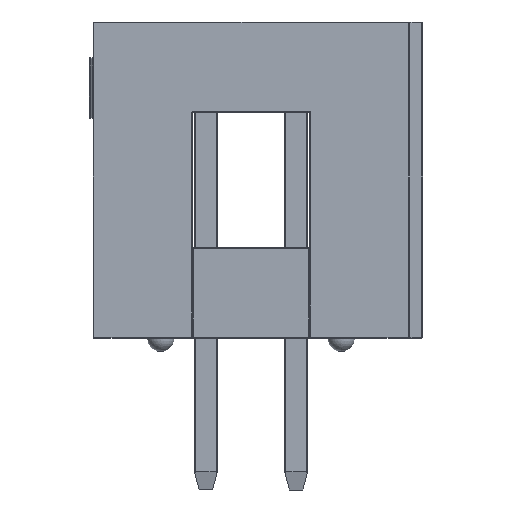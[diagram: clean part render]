
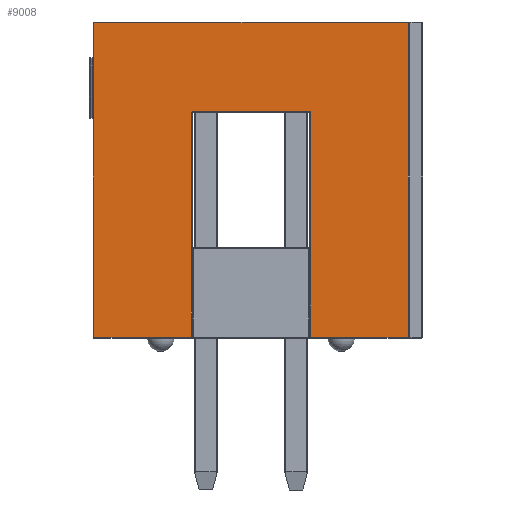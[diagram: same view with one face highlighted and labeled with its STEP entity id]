
A CAD part, left-side view. The second image highlights one B-rep face of the part: STEP entity #9008.
In plain terms, the highlighted planar face has unit normal (-1, 0, 0).
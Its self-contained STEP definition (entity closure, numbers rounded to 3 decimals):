
#662=CIRCLE('',#9693,0.051);
#804=PLANE('',#9855);
#1252=FACE_OUTER_BOUND('',#1805,.T.);
#1805=EDGE_LOOP('',(#7220,#7221,#7222,#7223,#7224,#7225,#7226,#7227,#7228));
#2227=LINE('',#13439,#3108);
#2244=LINE('',#13665,#3125);
#2248=LINE('',#13689,#3129);
#2279=LINE('',#13841,#3160);
#2281=LINE('',#13844,#3162);
#2286=LINE('',#13852,#3167);
#2289=LINE('',#13856,#3170);
#2341=LINE('',#13934,#3222);
#3108=VECTOR('',#10754,10.);
#3125=VECTOR('',#10903,10.);
#3129=VECTOR('',#10931,10.);
#3160=VECTOR('',#11112,10.);
#3162=VECTOR('',#11116,10.);
#3167=VECTOR('',#11127,10.);
#3170=VECTOR('',#11132,10.);
#3222=VECTOR('',#11236,10.);
#4073=VERTEX_POINT('',#13087);
#4110=VERTEX_POINT('',#13304);
#4129=VERTEX_POINT('',#13438);
#4174=VERTEX_POINT('',#13658);
#4183=VERTEX_POINT('',#13683);
#4184=VERTEX_POINT('',#13685);
#4209=VERTEX_POINT('',#13757);
#4210=VERTEX_POINT('',#13761);
#4223=VERTEX_POINT('',#13805);
#5018=EDGE_CURVE('',#4073,#4129,#2227,.T.);
#5083=EDGE_CURVE('',#4174,#4110,#2244,.T.);
#5093=EDGE_CURVE('',#4183,#4184,#662,.T.);
#5095=EDGE_CURVE('',#4129,#4183,#2248,.T.);
#5172=EDGE_CURVE('',#4210,#4223,#2279,.T.);
#5174=EDGE_CURVE('',#4223,#4209,#2281,.T.);
#5179=EDGE_CURVE('',#4184,#4210,#2286,.T.);
#5182=EDGE_CURVE('',#4209,#4174,#2289,.T.);
#5234=EDGE_CURVE('',#4110,#4073,#2341,.T.);
#7220=ORIENTED_EDGE('',*,*,#5172,.F.);
#7221=ORIENTED_EDGE('',*,*,#5179,.F.);
#7222=ORIENTED_EDGE('',*,*,#5093,.F.);
#7223=ORIENTED_EDGE('',*,*,#5095,.F.);
#7224=ORIENTED_EDGE('',*,*,#5018,.F.);
#7225=ORIENTED_EDGE('',*,*,#5234,.F.);
#7226=ORIENTED_EDGE('',*,*,#5083,.F.);
#7227=ORIENTED_EDGE('',*,*,#5182,.F.);
#7228=ORIENTED_EDGE('',*,*,#5174,.F.);
#9008=ADVANCED_FACE('',(#1252),#804,.T.);
#9693=AXIS2_PLACEMENT_3D('',#13686,#10925,#10926);
#9855=AXIS2_PLACEMENT_3D('',#14300,#11525,#11526);
#10754=DIRECTION('',(0.,0.,1.));
#10903=DIRECTION('',(0.,0.,-1.));
#10925=DIRECTION('center_axis',(-1.,0.,0.));
#10926=DIRECTION('ref_axis',(0.,0.707,0.707));
#10931=DIRECTION('',(0.,1.,0.));
#11112=DIRECTION('',(0.,1.,0.));
#11116=DIRECTION('',(0.,0.,1.));
#11127=DIRECTION('',(0.,0.,-1.));
#11132=DIRECTION('',(0.,-1.,0.));
#11236=DIRECTION('',(0.,1.,0.));
#11525=DIRECTION('center_axis',(-1.,0.,0.));
#11526=DIRECTION('ref_axis',(0.,-1.,0.));
#13087=CARTESIAN_POINT('',(-22.225,-1.676,0.025));
#13304=CARTESIAN_POINT('',(-22.225,-4.42,0.025));
#13438=CARTESIAN_POINT('',(-22.225,-1.676,6.375));
#13439=CARTESIAN_POINT('',(-22.225,-1.676,3.175));
#13658=CARTESIAN_POINT('',(-22.225,-4.42,8.865));
#13665=CARTESIAN_POINT('',(-22.225,-4.42,0.));
#13683=CARTESIAN_POINT('',(-22.225,1.626,6.375));
#13685=CARTESIAN_POINT('',(-22.225,1.676,6.325));
#13686=CARTESIAN_POINT('Origin',(-22.225,1.626,6.325));
#13689=CARTESIAN_POINT('',(-22.225,3.048,6.375));
#13757=CARTESIAN_POINT('',(-22.225,4.42,8.865));
#13761=CARTESIAN_POINT('',(-22.225,1.676,0.025));
#13805=CARTESIAN_POINT('',(-22.225,4.42,0.025));
#13841=CARTESIAN_POINT('',(-22.225,2.223,0.025));
#13844=CARTESIAN_POINT('',(-22.225,4.42,0.));
#13852=CARTESIAN_POINT('',(-22.225,1.676,0.));
#13856=CARTESIAN_POINT('',(-22.225,2.223,8.865));
#13934=CARTESIAN_POINT('',(-22.225,2.223,0.025));
#14300=CARTESIAN_POINT('Origin',(-22.225,4.445,0.));
